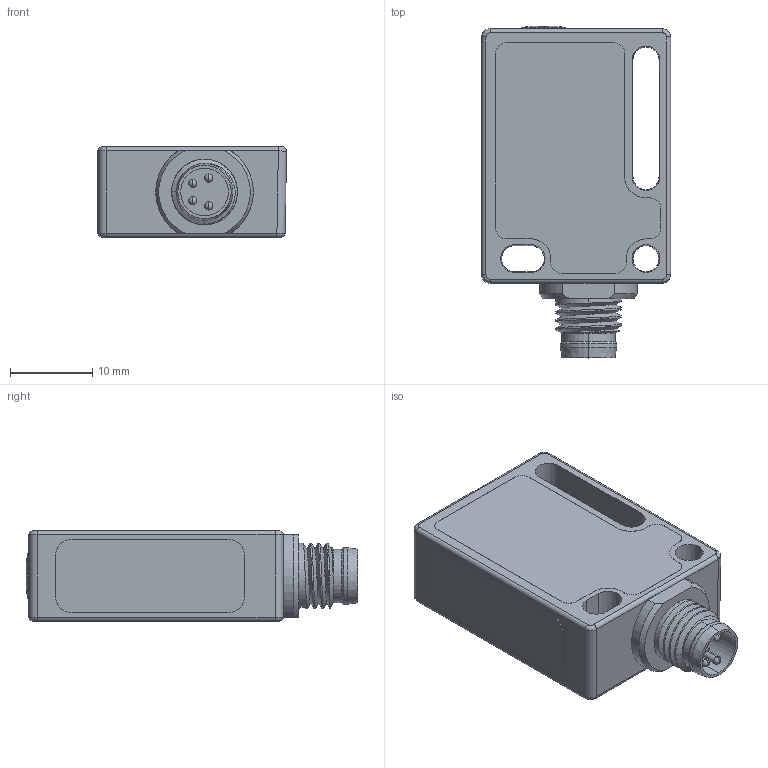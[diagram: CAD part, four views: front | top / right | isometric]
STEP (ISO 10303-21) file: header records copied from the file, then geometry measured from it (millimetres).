
FILE_DESCRIPTION((''),'2;1');
FILE_NAME('ML8-8-HGU-143-162','2008-07-03T',('XHMao'),(''),'PRO/ENGINEER BY PARAMETRIC TECHNOLOGY CORPORATION, 2006140','PRO/ENGINEER BY PARAMETRIC TECHNOLOGY CORPORATION, 2006140','');
FILE_SCHEMA(('CONFIG_CONTROL_DESIGN'));
Length unit declared in the file: millimetre
Products named in the file (1): ML8-8-HGU-143-162
Bounding box: 23.04 x 40.45 x 11.02 mm (x, y, z)
Volume: 3596.4 mm3; surface area: 5888.4 mm2
Topology: 1 solids, 5 shells, 511 faces, 1387 edges, 893 vertices
Faces by surface type: plane 246, cylinder 151, cone 80, torus 13, sphere 12, bspline 9
Entity records: 17520 total; most frequent: CARTESIAN_POINT 4305, DIRECTION 2823, ORIENTED_EDGE 2746, EDGE_CURVE 1375, AXIS2_PLACEMENT_3D 1006, VERTEX_POINT 893, VECTOR 811, LINE 811
